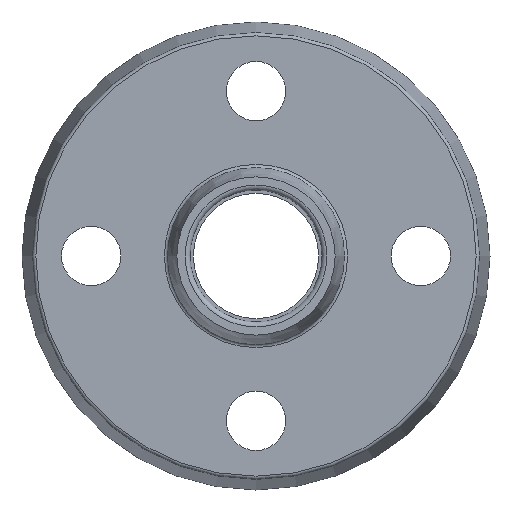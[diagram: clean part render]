
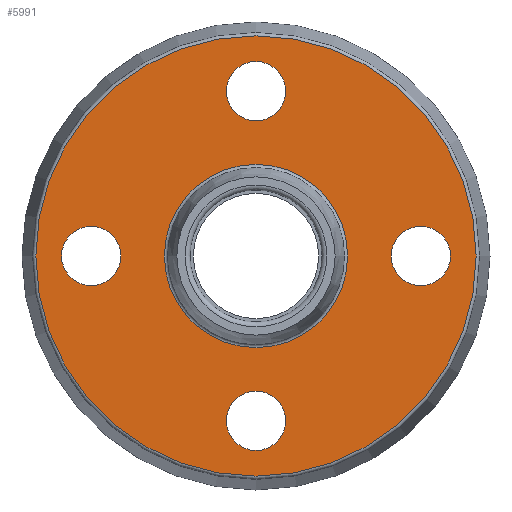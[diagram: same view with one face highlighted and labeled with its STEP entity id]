
A CAD part, left-side view. The second image highlights one B-rep face of the part: STEP entity #5991.
In plain terms, the highlighted planar face has unit normal (-1, 0, 0).
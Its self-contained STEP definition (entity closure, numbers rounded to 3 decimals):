
#47=FACE_BOUND('',#1596,.T.);
#48=FACE_BOUND('',#1597,.T.);
#49=FACE_BOUND('',#1598,.T.);
#50=FACE_BOUND('',#1599,.T.);
#51=FACE_BOUND('',#1600,.T.);
#107=PLANE('',#7082);
#1132=FACE_OUTER_BOUND('',#1595,.T.);
#1595=EDGE_LOOP('',(#5364));
#1596=EDGE_LOOP('',(#5365));
#1597=EDGE_LOOP('',(#5366));
#1598=EDGE_LOOP('',(#5367));
#1599=EDGE_LOOP('',(#5368));
#1600=EDGE_LOOP('',(#5369));
#2292=CIRCLE('',#7066,9.);
#2294=CIRCLE('',#7070,9.);
#2296=CIRCLE('',#7074,9.);
#2298=CIRCLE('',#7078,9.);
#2299=CIRCLE('',#7080,27.799);
#2301=CIRCLE('',#7083,66.805);
#2777=VERTEX_POINT('',#11238);
#2779=VERTEX_POINT('',#11244);
#2781=VERTEX_POINT('',#11250);
#2783=VERTEX_POINT('',#11256);
#2784=VERTEX_POINT('',#11259);
#2786=VERTEX_POINT('',#11264);
#3646=EDGE_CURVE('',#2777,#2777,#2292,.T.);
#3648=EDGE_CURVE('',#2779,#2779,#2294,.T.);
#3650=EDGE_CURVE('',#2781,#2781,#2296,.T.);
#3652=EDGE_CURVE('',#2783,#2783,#2298,.T.);
#3653=EDGE_CURVE('',#2784,#2784,#2299,.T.);
#3655=EDGE_CURVE('',#2786,#2786,#2301,.T.);
#5364=ORIENTED_EDGE('',*,*,#3655,.F.);
#5365=ORIENTED_EDGE('',*,*,#3648,.T.);
#5366=ORIENTED_EDGE('',*,*,#3650,.T.);
#5367=ORIENTED_EDGE('',*,*,#3652,.T.);
#5368=ORIENTED_EDGE('',*,*,#3646,.T.);
#5369=ORIENTED_EDGE('',*,*,#3653,.F.);
#5991=ADVANCED_FACE('',(#1132,#47,#48,#49,#50,#51),#107,.T.);
#7066=AXIS2_PLACEMENT_3D('',#11239,#9420,#9421);
#7070=AXIS2_PLACEMENT_3D('',#11245,#9428,#9429);
#7074=AXIS2_PLACEMENT_3D('',#11251,#9436,#9437);
#7078=AXIS2_PLACEMENT_3D('',#11257,#9444,#9445);
#7080=AXIS2_PLACEMENT_3D('',#11260,#9448,#9449);
#7082=AXIS2_PLACEMENT_3D('',#11263,#9452,#9453);
#7083=AXIS2_PLACEMENT_3D('',#11265,#9454,#9455);
#9420=DIRECTION('center_axis',(1.,0.,0.));
#9421=DIRECTION('ref_axis',(0.,0.,1.));
#9428=DIRECTION('center_axis',(1.,0.,0.));
#9429=DIRECTION('ref_axis',(0.,1.,0.));
#9436=DIRECTION('center_axis',(1.,0.,0.));
#9437=DIRECTION('ref_axis',(0.,0.,-1.));
#9444=DIRECTION('center_axis',(1.,0.,0.));
#9445=DIRECTION('ref_axis',(0.,-1.,0.));
#9448=DIRECTION('center_axis',(-1.,0.,0.));
#9449=DIRECTION('ref_axis',(0.,1.,0.));
#9452=DIRECTION('center_axis',(-1.,0.,0.));
#9453=DIRECTION('ref_axis',(0.,0.,1.));
#9454=DIRECTION('center_axis',(1.,0.,0.));
#9455=DIRECTION('ref_axis',(0.,1.,0.));
#11238=CARTESIAN_POINT('',(13.25,50.,9.));
#11239=CARTESIAN_POINT('Origin',(13.25,50.,0.));
#11244=CARTESIAN_POINT('',(13.25,9.,-50.));
#11245=CARTESIAN_POINT('Origin',(13.25,0.,-50.));
#11250=CARTESIAN_POINT('',(13.25,-50.,-9.));
#11251=CARTESIAN_POINT('Origin',(13.25,-50.,0.));
#11256=CARTESIAN_POINT('',(13.25,-9.,50.));
#11257=CARTESIAN_POINT('Origin',(13.25,0.,50.));
#11259=CARTESIAN_POINT('',(13.25,-27.799,0.));
#11260=CARTESIAN_POINT('Origin',(13.25,0.,0.));
#11263=CARTESIAN_POINT('Origin',(13.25,-27.,0.));
#11264=CARTESIAN_POINT('',(13.25,-66.805,0.));
#11265=CARTESIAN_POINT('Origin',(13.25,0.,0.));
